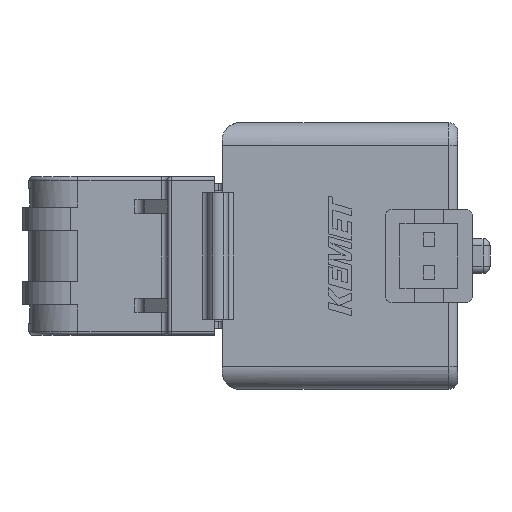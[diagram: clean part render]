
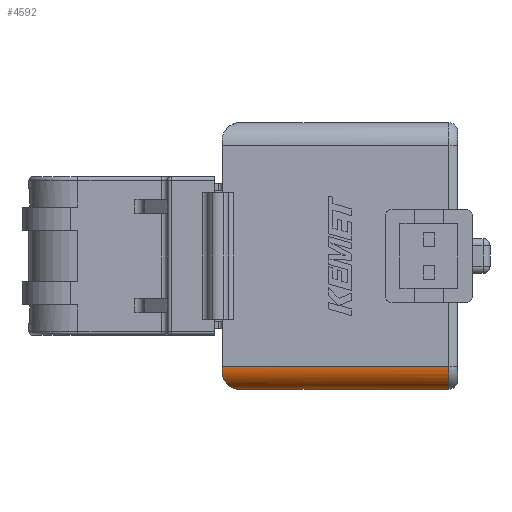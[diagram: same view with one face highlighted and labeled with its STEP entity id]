
A CAD part, left-side view. The second image highlights one B-rep face of the part: STEP entity #4592.
In plain terms, the highlighted cylindrical face has radius 2 mm (diameter 4 mm), a partial arc.
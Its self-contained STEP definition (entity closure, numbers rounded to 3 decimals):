
#228 = VERTEX_POINT ( 'NONE', #5972 ) ;
#461 = CARTESIAN_POINT ( 'NONE',  ( -15.65, 20.25, -9.45 ) ) ;
#580 = EDGE_CURVE ( 'NONE', #228, #8714, #8764, .T. ) ;
#742 = DIRECTION ( 'NONE',  ( 0., -1., 0. ) ) ;
#819 = CARTESIAN_POINT ( 'NONE',  ( -16.957, 19.856, -10.968 ) ) ;
#870 = CARTESIAN_POINT ( 'NONE',  ( -15.846, 18.92, -11.443 ) ) ;
#917 = CARTESIAN_POINT ( 'NONE',  ( -16.136, 19.17, -11.393 ) ) ;
#1200 = ORIENTED_EDGE ( 'NONE', *, *, #4320, .F. ) ;
#1207 = CARTESIAN_POINT ( 'NONE',  ( -15.65, 20.25, -11.45 ) ) ;
#1440 = ORIENTED_EDGE ( 'NONE', *, *, #9276, .T. ) ;
#1443 = CYLINDRICAL_SURFACE ( 'NONE', #4098, 2. ) ;
#1570 = CARTESIAN_POINT ( 'NONE',  ( -16.872, 19.788, -11.037 ) ) ;
#1704 = CARTESIAN_POINT ( 'NONE',  ( -17.586, 20.25, -9.95 ) ) ;
#1724 = CARTESIAN_POINT ( 'NONE',  ( -17.65, 20.25, -9.45 ) ) ;
#2539 = CIRCLE ( 'NONE', #6116, 2. ) ;
#2688 = EDGE_CURVE ( 'NONE', #228, #5247, #2539, .T. ) ;
#3023 = FACE_OUTER_BOUND ( 'NONE', #9279, .T. ) ;
#3058 = CARTESIAN_POINT ( 'NONE',  ( -17.401, 20.178, -10.424 ) ) ;
#3193 = CARTESIAN_POINT ( 'NONE',  ( -17.554, 20.25, -10.077 ) ) ;
#3218 = DIRECTION ( 'NONE',  ( 0., -1., 0. ) ) ;
#3528 = CARTESIAN_POINT ( 'NONE',  ( -17.65, 0.8, -9.45 ) ) ;
#3775 = CARTESIAN_POINT ( 'NONE',  ( -16.696, 19.644, -11.158 ) ) ;
#3866 = CARTESIAN_POINT ( 'NONE',  ( -15.747, 18.834, -11.45 ) ) ;
#3908 = CARTESIAN_POINT ( 'NONE',  ( -16.419, 19.412, -11.299 ) ) ;
#3953 = ORIENTED_EDGE ( 'NONE', *, *, #7956, .F. ) ;
#4098 = AXIS2_PLACEMENT_3D ( 'NONE', #7373, #742, #6000 ) ;
#4320 = EDGE_CURVE ( 'NONE', #9347, #5247, #8455, .T. ) ;
#4592 = ADVANCED_FACE ( 'NONE', ( #3023 ), #1443, .T. ) ;
#4668 = CARTESIAN_POINT ( 'NONE',  ( -17.51, 20.234, -10.196 ) ) ;
#4907 = DIRECTION ( 'NONE',  ( 0., 1., 0. ) ) ;
#5062 = VECTOR ( 'NONE', #3218, 1000. ) ;
#5130 = CARTESIAN_POINT ( 'NONE',  ( -15.65, 0.8, -9.45 ) ) ;
#5247 = VERTEX_POINT ( 'NONE', #3528 ) ;
#5364 = CARTESIAN_POINT ( 'NONE',  ( -17.337, 20.137, -10.531 ) ) ;
#5792 = B_SPLINE_CURVE_WITH_KNOTS ( 'NONE', 3,
 ( #1704, #3193, #4668, #3058, #5364, #7697, #7649, #819, #1570, #3775, #7608, #3908, #6117, #917, #6767, #870, #3866, #8978 ),
 .UNSPECIFIED., .F., .F.,
 ( 4, 2, 2, 2, 2, 2, 2, 2, 4 ),
 ( 0., 0., 0.001, 0.001, 0.002, 0.002, 0.002, 0.003, 0.003 ),
 .UNSPECIFIED. ) ;
#5972 = CARTESIAN_POINT ( 'NONE',  ( -15.65, 0.8, -11.45 ) ) ;
#6000 = DIRECTION ( 'NONE',  ( 0., 0., -1. ) ) ;
#6116 = AXIS2_PLACEMENT_3D ( 'NONE', #5130, #8886, #6670 ) ;
#6117 = CARTESIAN_POINT ( 'NONE',  ( -16.326, 19.332, -11.335 ) ) ;
#6449 = DIRECTION ( 'NONE',  ( 0., 0., 1. ) ) ;
#6670 = DIRECTION ( 'NONE',  ( 0., 0., 1. ) ) ;
#6767 = CARTESIAN_POINT ( 'NONE',  ( -16.04, 19.087, -11.414 ) ) ;
#7242 = DIRECTION ( 'NONE',  ( 0., 1., 0. ) ) ;
#7373 = CARTESIAN_POINT ( 'NONE',  ( -15.65, 20.25, -9.45 ) ) ;
#7508 = AXIS2_PLACEMENT_3D ( 'NONE', #461, #4907, #6449 ) ;
#7558 = CARTESIAN_POINT ( 'NONE',  ( -17.65, 20.25, -9.45 ) ) ;
#7608 = CARTESIAN_POINT ( 'NONE',  ( -16.604, 19.568, -11.211 ) ) ;
#7649 = CARTESIAN_POINT ( 'NONE',  ( -17.118, 19.981, -10.812 ) ) ;
#7683 = VERTEX_POINT ( 'NONE', #9413 ) ;
#7697 = CARTESIAN_POINT ( 'NONE',  ( -17.196, 20.039, -10.724 ) ) ;
#7744 = ORIENTED_EDGE ( 'NONE', *, *, #2688, .T. ) ;
#7956 = EDGE_CURVE ( 'NONE', #7683, #9347, #9535, .T. ) ;
#8455 = LINE ( 'NONE', #1724, #5062 ) ;
#8595 = CARTESIAN_POINT ( 'NONE',  ( -15.65, 18.75, -11.45 ) ) ;
#8692 = ORIENTED_EDGE ( 'NONE', *, *, #580, .F. ) ;
#8714 = VERTEX_POINT ( 'NONE', #8595 ) ;
#8727 = VECTOR ( 'NONE', #7242, 1000. ) ;
#8764 = LINE ( 'NONE', #1207, #8727 ) ;
#8886 = DIRECTION ( 'NONE',  ( 0., 1., 0. ) ) ;
#8978 = CARTESIAN_POINT ( 'NONE',  ( -15.65, 18.75, -11.45 ) ) ;
#9276 = EDGE_CURVE ( 'NONE', #7683, #8714, #5792, .T. ) ;
#9279 = EDGE_LOOP ( 'NONE', ( #8692, #7744, #1200, #3953, #1440 ) ) ;
#9347 = VERTEX_POINT ( 'NONE', #7558 ) ;
#9413 = CARTESIAN_POINT ( 'NONE',  ( -17.586, 20.25, -9.95 ) ) ;
#9535 = CIRCLE ( 'NONE', #7508, 2. ) ;
